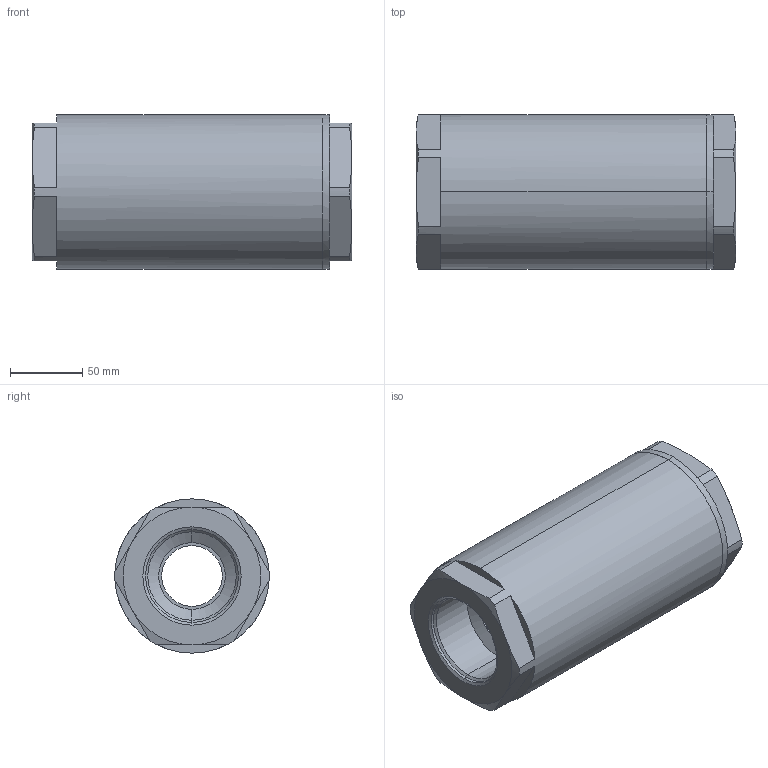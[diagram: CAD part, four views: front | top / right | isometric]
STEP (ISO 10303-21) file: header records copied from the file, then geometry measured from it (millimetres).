
FILE_DESCRIPTION (( 'STEP AP203' ), '1' );
FILE_NAME ('09011032 AS5202.STEP', '2015-10-15T20:36:47', ( '' ), ( '' ), 'SwSTEP 2.0', 'SolidWorks 2015', '' );
FILE_SCHEMA (( 'CONFIG_CONTROL_DESIGN' ));
Length unit declared in the file: inch
Products named in the file (1): 09011032 AS5202
Bounding box: 220.98 x 106.68 x 106.68 mm (x, y, z)
Volume: 1474450.1 mm3; surface area: 122058.6 mm2
Topology: 1 solids, 1 shells, 82 faces, 200 edges, 121 vertices
Faces by surface type: cone 39, cylinder 22, plane 21
Entity records: 2580 total; most frequent: CARTESIAN_POINT 595, DIRECTION 407, ORIENTED_EDGE 400, EDGE_CURVE 200, AXIS2_PLACEMENT_3D 167, VERTEX_POINT 121, EDGE_LOOP 85, CIRCLE 84
